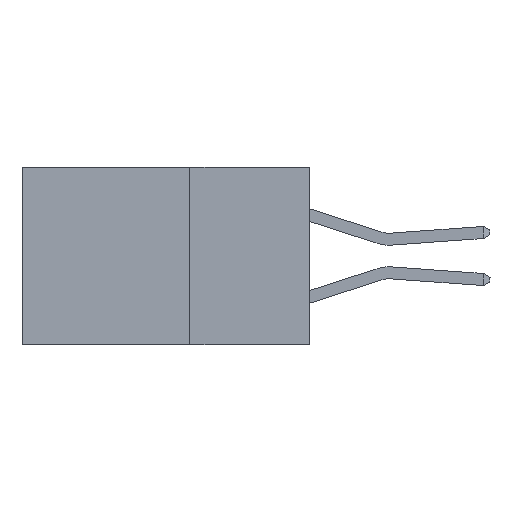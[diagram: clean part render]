
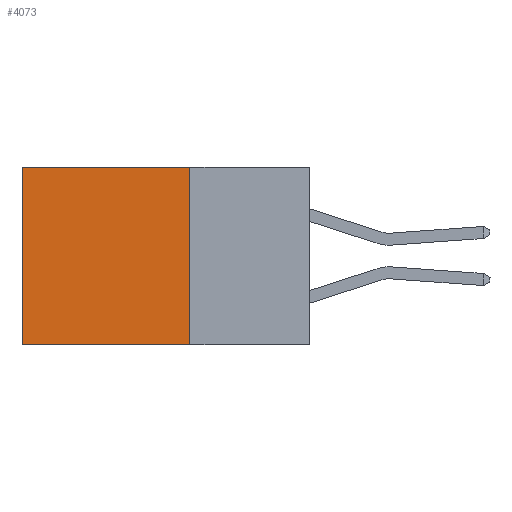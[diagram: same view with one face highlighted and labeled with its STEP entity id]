
A CAD part, left-side view. The second image highlights one B-rep face of the part: STEP entity #4073.
In plain terms, the highlighted planar face has unit normal (-1, 0, 0).
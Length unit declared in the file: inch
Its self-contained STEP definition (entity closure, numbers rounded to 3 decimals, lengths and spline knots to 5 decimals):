
#414 = EDGE_LOOP ( 'NONE', ( #5703, #8731, #7242, #17299 ) ) ;
#1393 = VERTEX_POINT ( 'NONE', #17924 ) ;
#1580 = VERTEX_POINT ( 'NONE', #11372 ) ;
#2006 = VECTOR ( 'NONE', #3472, 39.37008 ) ;
#2096 = DIRECTION ( 'NONE',  ( 0., 1., 0. ) ) ;
#3472 = DIRECTION ( 'NONE',  ( 0., 0., -1. ) ) ;
#4024 = AXIS2_PLACEMENT_3D ( 'NONE', #16991, #16950, #16845 ) ;
#4073 = ADVANCED_FACE ( 'NONE', ( #17907 ), #17744, .F. ) ;
#4171 = EDGE_CURVE ( 'NONE', #1393, #1580, #9027, .T. ) ;
#4910 = LINE ( 'NONE', #18194, #11463 ) ;
#4991 = CARTESIAN_POINT ( 'NONE',  ( 0.2615, 0.6, -0.37 ) ) ;
#5703 = ORIENTED_EDGE ( 'NONE', *, *, #7346, .T. ) ;
#6074 = EDGE_CURVE ( 'NONE', #10435, #7024, #4910, .T. ) ;
#7024 = VERTEX_POINT ( 'NONE', #8793 ) ;
#7242 = ORIENTED_EDGE ( 'NONE', *, *, #11876, .F. ) ;
#7340 = LINE ( 'NONE', #18261, #18310 ) ;
#7346 = EDGE_CURVE ( 'NONE', #1580, #7024, #10975, .T. ) ;
#8731 = ORIENTED_EDGE ( 'NONE', *, *, #6074, .F. ) ;
#8793 = CARTESIAN_POINT ( 'NONE',  ( 0.2615, 0.6, -0.37 ) ) ;
#9027 = LINE ( 'NONE', #9654, #9498 ) ;
#9498 = VECTOR ( 'NONE', #9535, 39.37008 ) ;
#9535 = DIRECTION ( 'NONE',  ( 0., 1., 0. ) ) ;
#9654 = CARTESIAN_POINT ( 'NONE',  ( 0.2615, 0.25, 0. ) ) ;
#10435 = VERTEX_POINT ( 'NONE', #16561 ) ;
#10975 = LINE ( 'NONE', #4991, #2006 ) ;
#11372 = CARTESIAN_POINT ( 'NONE',  ( 0.2615, 0.6, 0. ) ) ;
#11463 = VECTOR ( 'NONE', #2096, 39.37008 ) ;
#11876 = EDGE_CURVE ( 'NONE', #1393, #10435, #7340, .T. ) ;
#15456 = DIRECTION ( 'NONE',  ( 0., 0., -1. ) ) ;
#16561 = CARTESIAN_POINT ( 'NONE',  ( 0.2615, 0.25, -0.37 ) ) ;
#16845 = DIRECTION ( 'NONE',  ( 0., 0., -1. ) ) ;
#16950 = DIRECTION ( 'NONE',  ( 1., 0., 0. ) ) ;
#16991 = CARTESIAN_POINT ( 'NONE',  ( 0.2615, 0.25, -0.37 ) ) ;
#17299 = ORIENTED_EDGE ( 'NONE', *, *, #4171, .T. ) ;
#17744 = PLANE ( 'NONE',  #4024 ) ;
#17907 = FACE_OUTER_BOUND ( 'NONE', #414, .T. ) ;
#17924 = CARTESIAN_POINT ( 'NONE',  ( 0.2615, 0.25, 0. ) ) ;
#18194 = CARTESIAN_POINT ( 'NONE',  ( 0.2615, 0.25, -0.37 ) ) ;
#18261 = CARTESIAN_POINT ( 'NONE',  ( 0.2615, 0.25, -0.37 ) ) ;
#18310 = VECTOR ( 'NONE', #15456, 39.37008 ) ;
